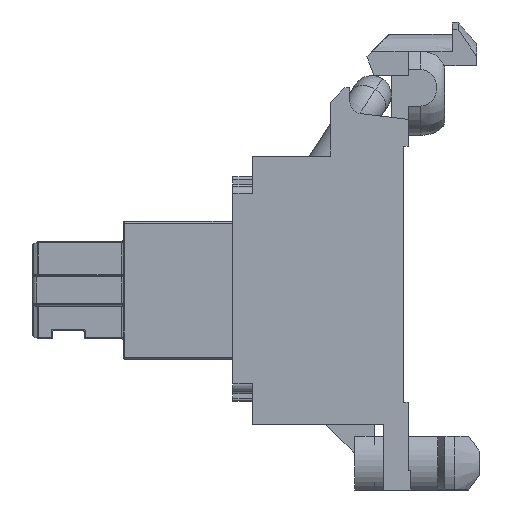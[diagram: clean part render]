
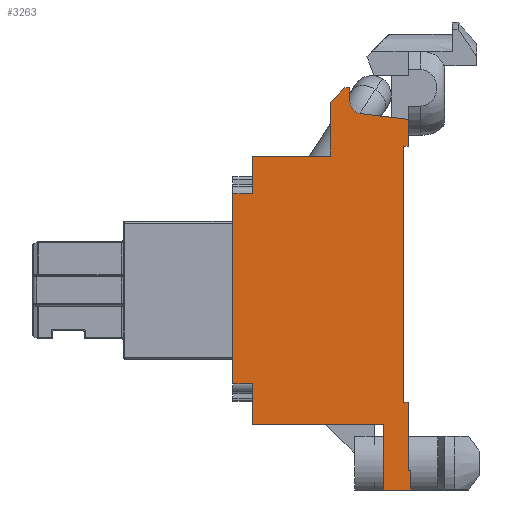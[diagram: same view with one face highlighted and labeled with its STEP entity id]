
A CAD part, left-side view. The second image highlights one B-rep face of the part: STEP entity #3263.
In plain terms, the highlighted planar face has unit normal (-1, 0, 0).
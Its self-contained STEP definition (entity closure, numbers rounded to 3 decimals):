
#463=DIRECTION('',(0.,0.,-1.));
#464=VECTOR('',#463,1.65);
#465=CARTESIAN_POINT('',(-3.4,2.8,-3.85));
#466=LINE('',#465,#464);
#467=DIRECTION('',(0.,0.,-1.));
#468=VECTOR('',#467,7.8);
#469=CARTESIAN_POINT('',(-3.4,3.6,3.95));
#470=LINE('',#469,#468);
#471=DIRECTION('',(0.,0.,-1.));
#472=VECTOR('',#471,1.55);
#473=CARTESIAN_POINT('',(-3.4,2.8,5.5));
#474=LINE('',#473,#472);
#475=DIRECTION('',(0.,1.,0.));
#476=VECTOR('',#475,3.2);
#477=CARTESIAN_POINT('',(-3.4,-0.4,5.5));
#478=LINE('',#477,#476);
#479=DIRECTION('',(0.,0.,-1.));
#480=VECTOR('',#479,2.2);
#481=CARTESIAN_POINT('',(-3.4,-0.4,7.7));
#482=LINE('',#481,#480);
#483=DIRECTION('',(0.,0.707,-0.707));
#484=VECTOR('',#483,0.849);
#485=CARTESIAN_POINT('',(-3.4,-1.,8.3));
#486=LINE('',#485,#484);
#487=DIRECTION('',(0.,1.,0.));
#488=VECTOR('',#487,0.2);
#489=CARTESIAN_POINT('',(-3.4,-1.2,8.3));
#490=LINE('',#489,#488);
#491=DIRECTION('',(0.,0.,1.));
#492=VECTOR('',#491,0.559);
#493=CARTESIAN_POINT('',(-3.4,-1.2,7.741));
#494=LINE('',#493,#492);
#495=CARTESIAN_POINT('',(-3.4,-1.7,7.741));
#496=DIRECTION('',(1.,0.,0.));
#497=DIRECTION('',(0.,0.124,-0.992));
#498=AXIS2_PLACEMENT_3D('',#495,#496,#497);
#500=DIRECTION('',(0.,0.992,0.124));
#501=VECTOR('',#500,1.977);
#502=CARTESIAN_POINT('',(-3.4,-3.6,7.));
#503=LINE('',#502,#501);
#504=DIRECTION('',(0.,0.,1.));
#505=VECTOR('',#504,1.1);
#506=CARTESIAN_POINT('',(-3.4,-3.6,5.9));
#507=LINE('',#506,#505);
#508=DIRECTION('',(0.,-1.,0.));
#509=VECTOR('',#508,0.2);
#510=CARTESIAN_POINT('',(-3.4,-3.4,5.9));
#511=LINE('',#510,#509);
#512=DIRECTION('',(0.,0.,1.));
#513=VECTOR('',#512,10.5);
#514=CARTESIAN_POINT('',(-3.4,-3.4,-4.6));
#515=LINE('',#514,#513);
#516=DIRECTION('',(0.,1.,0.));
#517=VECTOR('',#516,0.2);
#518=CARTESIAN_POINT('',(-3.4,-3.6,-4.6));
#519=LINE('',#518,#517);
#520=DIRECTION('',(0.,0.,1.));
#521=VECTOR('',#520,2.8);
#522=CARTESIAN_POINT('',(-3.4,-3.6,-7.4));
#523=LINE('',#522,#521);
#524=DIRECTION('',(0.,1.,0.));
#525=VECTOR('',#524,0.1);
#526=CARTESIAN_POINT('',(-3.4,-3.7,-7.4));
#527=LINE('',#526,#525);
#528=DIRECTION('',(0.,0.,1.));
#529=VECTOR('',#528,0.8);
#530=CARTESIAN_POINT('',(-3.4,-3.7,-8.2));
#531=LINE('',#530,#529);
#532=DIRECTION('',(0.,-1.,0.));
#533=VECTOR('',#532,1.1);
#534=CARTESIAN_POINT('',(-3.4,-2.6,-8.2));
#535=LINE('',#534,#533);
#536=DIRECTION('',(0.,0.,-1.));
#537=VECTOR('',#536,2.7);
#538=CARTESIAN_POINT('',(-3.4,-2.6,-5.5));
#539=LINE('',#538,#537);
#540=DIRECTION('',(0.,-1.,0.));
#541=VECTOR('',#540,5.4);
#542=CARTESIAN_POINT('',(-3.4,2.8,-5.5));
#543=LINE('',#542,#541);
#1380=DIRECTION('',(0.,-1.,0.));
#1381=VECTOR('',#1380,0.8);
#1382=CARTESIAN_POINT('',(-3.4,3.6,3.95));
#1383=LINE('',#1382,#1381);
#1842=DIRECTION('',(0.,1.,0.));
#1843=VECTOR('',#1842,0.8);
#1844=CARTESIAN_POINT('',(-3.4,2.8,-3.85));
#1845=LINE('',#1844,#1843);
#2247=CARTESIAN_POINT('',(-3.4,-3.6,7.));
#2248=VERTEX_POINT('',#2247);
#2249=CARTESIAN_POINT('',(-3.4,-3.6,5.9));
#2250=VERTEX_POINT('',#2249);
#2381=CARTESIAN_POINT('',(-3.4,2.8,5.5));
#2382=VERTEX_POINT('',#2381);
#2383=CARTESIAN_POINT('',(-3.4,-0.4,5.5));
#2384=VERTEX_POINT('',#2383);
#2461=CARTESIAN_POINT('',(-3.4,-2.6,-5.5));
#2462=VERTEX_POINT('',#2461);
#2463=CARTESIAN_POINT('',(-3.4,2.8,-5.5));
#2464=VERTEX_POINT('',#2463);
#2471=CARTESIAN_POINT('',(-3.4,3.6,3.95));
#2473=VERTEX_POINT('',#2471);
#2517=CARTESIAN_POINT('',(-3.4,3.6,-3.85));
#2518=VERTEX_POINT('',#2517);
#2549=CARTESIAN_POINT('',(-3.4,2.8,-3.85));
#2550=VERTEX_POINT('',#2549);
#2551=CARTESIAN_POINT('',(-3.4,-2.6,-8.2));
#2552=VERTEX_POINT('',#2551);
#2553=CARTESIAN_POINT('',(-3.4,-3.7,-8.2));
#2554=VERTEX_POINT('',#2553);
#2555=CARTESIAN_POINT('',(-3.4,-3.7,-7.4));
#2556=VERTEX_POINT('',#2555);
#2557=CARTESIAN_POINT('',(-3.4,-3.6,-7.4));
#2558=VERTEX_POINT('',#2557);
#2559=CARTESIAN_POINT('',(-3.4,-3.6,-4.6));
#2560=VERTEX_POINT('',#2559);
#2561=CARTESIAN_POINT('',(-3.4,-3.4,-4.6));
#2562=VERTEX_POINT('',#2561);
#2563=CARTESIAN_POINT('',(-3.4,-3.4,5.9));
#2564=VERTEX_POINT('',#2563);
#2565=CARTESIAN_POINT('',(-3.4,-1.638,7.245));
#2566=VERTEX_POINT('',#2565);
#2567=CARTESIAN_POINT('',(-3.4,-1.2,7.741));
#2568=VERTEX_POINT('',#2567);
#2569=CARTESIAN_POINT('',(-3.4,-1.2,8.3));
#2570=VERTEX_POINT('',#2569);
#2571=CARTESIAN_POINT('',(-3.4,-1.,8.3));
#2572=VERTEX_POINT('',#2571);
#2573=CARTESIAN_POINT('',(-3.4,-0.4,7.7));
#2574=VERTEX_POINT('',#2573);
#2575=CARTESIAN_POINT('',(-3.4,2.8,3.95));
#2576=VERTEX_POINT('',#2575);
#3214=CARTESIAN_POINT('',(-3.4,-1.7,7.741));
#3215=DIRECTION('',(1.,0.,0.));
#3216=DIRECTION('',(0.,0.,-1.));
#3217=AXIS2_PLACEMENT_3D('',#3214,#3215,#3216);
#3218=PLANE('',#3217);
#3220=ORIENTED_EDGE('',*,*,#3219,.F.);
#3222=ORIENTED_EDGE('',*,*,#3221,.T.);
#3224=ORIENTED_EDGE('',*,*,#3223,.F.);
#3226=ORIENTED_EDGE('',*,*,#3225,.T.);
#3228=ORIENTED_EDGE('',*,*,#3227,.F.);
#3230=ORIENTED_EDGE('',*,*,#3229,.F.);
#3232=ORIENTED_EDGE('',*,*,#3231,.F.);
#3234=ORIENTED_EDGE('',*,*,#3233,.F.);
#3236=ORIENTED_EDGE('',*,*,#3235,.F.);
#3238=ORIENTED_EDGE('',*,*,#3237,.F.);
#3240=ORIENTED_EDGE('',*,*,#3239,.F.);
#3241=ORIENTED_EDGE('',*,*,#3204,.F.);
#3242=ORIENTED_EDGE('',*,*,#3132,.F.);
#3244=ORIENTED_EDGE('',*,*,#3243,.F.);
#3246=ORIENTED_EDGE('',*,*,#3245,.F.);
#3248=ORIENTED_EDGE('',*,*,#3247,.F.);
#3250=ORIENTED_EDGE('',*,*,#3249,.F.);
#3252=ORIENTED_EDGE('',*,*,#3251,.F.);
#3254=ORIENTED_EDGE('',*,*,#3253,.F.);
#3256=ORIENTED_EDGE('',*,*,#3255,.F.);
#3258=ORIENTED_EDGE('',*,*,#3257,.F.);
#3260=ORIENTED_EDGE('',*,*,#3259,.F.);
#3261=EDGE_LOOP('',(#3220,#3222,#3224,#3226,#3228,#3230,#3232,#3234,#3236,#3238,
#3240,#3241,#3242,#3244,#3246,#3248,#3250,#3252,#3254,#3256,#3258,#3260));
#3262=FACE_OUTER_BOUND('',#3261,.F.);
#3263=ADVANCED_FACE('',(#3262),#3218,.F.);
#499=CIRCLE('',#498,0.5);
#3132=EDGE_CURVE('',#2250,#2248,#507,.T.);
#3204=EDGE_CURVE('',#2248,#2566,#503,.T.);
#3219=EDGE_CURVE('',#2550,#2464,#466,.T.);
#3221=EDGE_CURVE('',#2550,#2518,#1845,.T.);
#3223=EDGE_CURVE('',#2473,#2518,#470,.T.);
#3225=EDGE_CURVE('',#2473,#2576,#1383,.T.);
#3227=EDGE_CURVE('',#2382,#2576,#474,.T.);
#3229=EDGE_CURVE('',#2384,#2382,#478,.T.);
#3231=EDGE_CURVE('',#2574,#2384,#482,.T.);
#3233=EDGE_CURVE('',#2572,#2574,#486,.T.);
#3235=EDGE_CURVE('',#2570,#2572,#490,.T.);
#3237=EDGE_CURVE('',#2568,#2570,#494,.T.);
#3239=EDGE_CURVE('',#2566,#2568,#499,.T.);
#3243=EDGE_CURVE('',#2564,#2250,#511,.T.);
#3245=EDGE_CURVE('',#2562,#2564,#515,.T.);
#3247=EDGE_CURVE('',#2560,#2562,#519,.T.);
#3249=EDGE_CURVE('',#2558,#2560,#523,.T.);
#3251=EDGE_CURVE('',#2556,#2558,#527,.T.);
#3253=EDGE_CURVE('',#2554,#2556,#531,.T.);
#3255=EDGE_CURVE('',#2552,#2554,#535,.T.);
#3257=EDGE_CURVE('',#2462,#2552,#539,.T.);
#3259=EDGE_CURVE('',#2464,#2462,#543,.T.);
